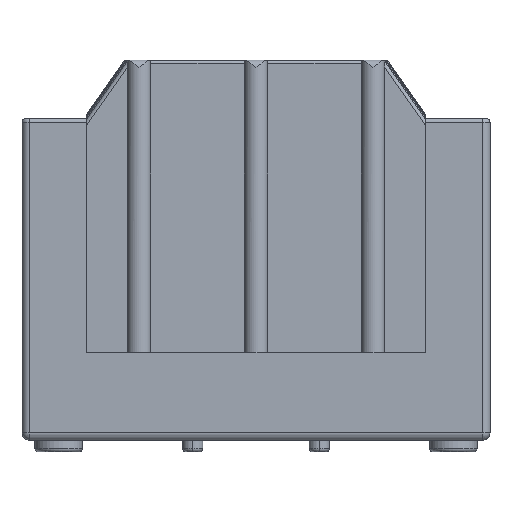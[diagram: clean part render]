
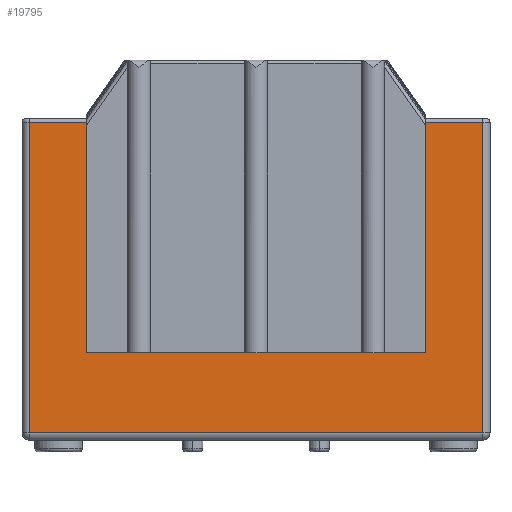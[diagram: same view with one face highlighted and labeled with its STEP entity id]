
A CAD part, left-side view. The second image highlights one B-rep face of the part: STEP entity #19795.
In plain terms, the highlighted planar face has unit normal (-1, 0, 0).
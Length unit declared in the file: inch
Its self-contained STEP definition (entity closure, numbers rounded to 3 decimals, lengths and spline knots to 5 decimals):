
#200 = VERTEX_POINT ( 'NONE', #44571 ) ;
#639 = EDGE_CURVE ( 'NONE', #55075, #24350, #40391, .T. ) ;
#1574 = DIRECTION ( 'NONE',  ( 0., -1., 0. ) ) ;
#1714 = DIRECTION ( 'NONE',  ( 0., 0., 1. ) ) ;
#2158 = LINE ( 'NONE', #46896, #37834 ) ;
#2282 = FACE_OUTER_BOUND ( 'NONE', #8714, .T. ) ;
#2365 = ORIENTED_EDGE ( 'NONE', *, *, #37104, .F. ) ;
#2417 = CARTESIAN_POINT ( 'NONE',  ( -1., 0., 0. ) ) ;
#2986 = DIRECTION ( 'NONE',  ( 0., 1., 0. ) ) ;
#5423 = DIRECTION ( 'NONE',  ( 0., 1., 0. ) ) ;
#7093 = DIRECTION ( 'NONE',  ( 0., 0., 1. ) ) ;
#8454 = VERTEX_POINT ( 'NONE', #47836 ) ;
#8654 = EDGE_CURVE ( 'NONE', #40212, #13547, #57787, .T. ) ;
#8714 = EDGE_LOOP ( 'NONE', ( #37445, #40205, #2365, #45206, #53169, #11220, #35078, #24910, #52293, #19856, #17612 ) ) ;
#9000 = CARTESIAN_POINT ( 'NONE',  ( -1., -1.9375, -3.1875 ) ) ;
#10096 = CARTESIAN_POINT ( 'NONE',  ( -1., 0., -2.5 ) ) ;
#10289 = DIRECTION ( 'NONE',  ( 0., 0., 1. ) ) ;
#11220 = ORIENTED_EDGE ( 'NONE', *, *, #22851, .F. ) ;
#11427 = VECTOR ( 'NONE', #38601, 39.37008 ) ;
#11918 = CARTESIAN_POINT ( 'NONE',  ( -1., 0., -2.5 ) ) ;
#13547 = VERTEX_POINT ( 'NONE', #28412 ) ;
#14152 = CARTESIAN_POINT ( 'NONE',  ( -1., 0., -2.5 ) ) ;
#14282 = DIRECTION ( 'NONE',  ( 0., 0., 1. ) ) ;
#14727 = EDGE_CURVE ( 'NONE', #25854, #8454, #47363, .T. ) ;
#14811 = EDGE_CURVE ( 'NONE', #25854, #40212, #40835, .T. ) ;
#15016 = LINE ( 'NONE', #57249, #50480 ) ;
#15454 = VERTEX_POINT ( 'NONE', #48666 ) ;
#16082 = PLANE ( 'NONE',  #35971 ) ;
#17612 = ORIENTED_EDGE ( 'NONE', *, *, #54144, .T. ) ;
#19042 = DIRECTION ( 'NONE',  ( 0., -1., 0. ) ) ;
#19795 = ADVANCED_FACE ( 'NONE', ( #2282 ), #16082, .T. ) ;
#19856 = ORIENTED_EDGE ( 'NONE', *, *, #54054, .T. ) ;
#20272 = CARTESIAN_POINT ( 'NONE',  ( -1., -1.9375, 0. ) ) ;
#21562 = CARTESIAN_POINT ( 'NONE',  ( -1., 0., -0.5312 ) ) ;
#22851 = EDGE_CURVE ( 'NONE', #8454, #29915, #43106, .T. ) ;
#23276 = VERTEX_POINT ( 'NONE', #47337 ) ;
#24350 = VERTEX_POINT ( 'NONE', #53597 ) ;
#24359 = VERTEX_POINT ( 'NONE', #26014 ) ;
#24910 = ORIENTED_EDGE ( 'NONE', *, *, #14811, .T. ) ;
#25854 = VERTEX_POINT ( 'NONE', #48771 ) ;
#25883 = EDGE_CURVE ( 'NONE', #29915, #23276, #51773, .T. ) ;
#26014 = CARTESIAN_POINT ( 'NONE',  ( -1., 1.9375, -3.1875 ) ) ;
#27478 = VECTOR ( 'NONE', #5423, 39.37008 ) ;
#28093 = VECTOR ( 'NONE', #1714, 39.37008 ) ;
#28412 = CARTESIAN_POINT ( 'NONE',  ( -1., 1.9375, -0.5312 ) ) ;
#28545 = VECTOR ( 'NONE', #10289, 39.37008 ) ;
#28735 = VECTOR ( 'NONE', #44330, 39.37008 ) ;
#29915 = VERTEX_POINT ( 'NONE', #14152 ) ;
#33370 = VECTOR ( 'NONE', #2986, 39.37008 ) ;
#33990 = CARTESIAN_POINT ( 'NONE',  ( -1., 1.9375, 0. ) ) ;
#34997 = DIRECTION ( 'NONE',  ( -1., 0., 0. ) ) ;
#35078 = ORIENTED_EDGE ( 'NONE', *, *, #14727, .F. ) ;
#35971 = AXIS2_PLACEMENT_3D ( 'NONE', #2417, #34997, #7093 ) ;
#37104 = EDGE_CURVE ( 'NONE', #15454, #200, #2158, .T. ) ;
#37445 = ORIENTED_EDGE ( 'NONE', *, *, #639, .T. ) ;
#37834 = VECTOR ( 'NONE', #14282, 39.37008 ) ;
#38210 = EDGE_CURVE ( 'NONE', #23276, #15454, #46887, .T. ) ;
#38601 = DIRECTION ( 'NONE',  ( 0., 0., -1. ) ) ;
#40140 = VECTOR ( 'NONE', #19042, 39.37008 ) ;
#40205 = ORIENTED_EDGE ( 'NONE', *, *, #52389, .T. ) ;
#40212 = VERTEX_POINT ( 'NONE', #40223 ) ;
#40223 = CARTESIAN_POINT ( 'NONE',  ( -1., 1.45, -0.5312 ) ) ;
#40391 = LINE ( 'NONE', #20272, #28093 ) ;
#40835 = LINE ( 'NONE', #42723, #28545 ) ;
#42576 = CARTESIAN_POINT ( 'NONE',  ( -1., 0., -0.5312 ) ) ;
#42723 = CARTESIAN_POINT ( 'NONE',  ( -1., 1.45, -2.5 ) ) ;
#43106 = LINE ( 'NONE', #44734, #53881 ) ;
#44330 = DIRECTION ( 'NONE',  ( 0., -1., 0. ) ) ;
#44571 = CARTESIAN_POINT ( 'NONE',  ( -1., -1.45, -0.5312 ) ) ;
#44734 = CARTESIAN_POINT ( 'NONE',  ( -1., 0., -2.5 ) ) ;
#45206 = ORIENTED_EDGE ( 'NONE', *, *, #38210, .F. ) ;
#46771 = CARTESIAN_POINT ( 'NONE',  ( -1., 0., -2.5 ) ) ;
#46887 = LINE ( 'NONE', #10096, #57653 ) ;
#46896 = CARTESIAN_POINT ( 'NONE',  ( -1., -1.45, -2.5 ) ) ;
#47337 = CARTESIAN_POINT ( 'NONE',  ( -1., -1., -2.5 ) ) ;
#47363 = LINE ( 'NONE', #46771, #40140 ) ;
#47836 = CARTESIAN_POINT ( 'NONE',  ( -1., 1., -2.5 ) ) ;
#48666 = CARTESIAN_POINT ( 'NONE',  ( -1., -1.45, -2.5 ) ) ;
#48771 = CARTESIAN_POINT ( 'NONE',  ( -1., 1.45, -2.5 ) ) ;
#50480 = VECTOR ( 'NONE', #1574, 39.37008 ) ;
#51773 = LINE ( 'NONE', #11918, #28735 ) ;
#52293 = ORIENTED_EDGE ( 'NONE', *, *, #8654, .T. ) ;
#52389 = EDGE_CURVE ( 'NONE', #24350, #200, #53444, .T. ) ;
#53169 = ORIENTED_EDGE ( 'NONE', *, *, #25883, .F. ) ;
#53444 = LINE ( 'NONE', #42576, #27478 ) ;
#53597 = CARTESIAN_POINT ( 'NONE',  ( -1., -1.9375, -0.5312 ) ) ;
#53881 = VECTOR ( 'NONE', #58584, 39.37008 ) ;
#54054 = EDGE_CURVE ( 'NONE', #13547, #24359, #57701, .T. ) ;
#54144 = EDGE_CURVE ( 'NONE', #24359, #55075, #15016, .T. ) ;
#55075 = VERTEX_POINT ( 'NONE', #9000 ) ;
#56027 = DIRECTION ( 'NONE',  ( 0., -1., 0. ) ) ;
#57249 = CARTESIAN_POINT ( 'NONE',  ( -1., -2., -3.1875 ) ) ;
#57653 = VECTOR ( 'NONE', #56027, 39.37008 ) ;
#57701 = LINE ( 'NONE', #33990, #11427 ) ;
#57787 = LINE ( 'NONE', #21562, #33370 ) ;
#58584 = DIRECTION ( 'NONE',  ( 0., -1., 0. ) ) ;
